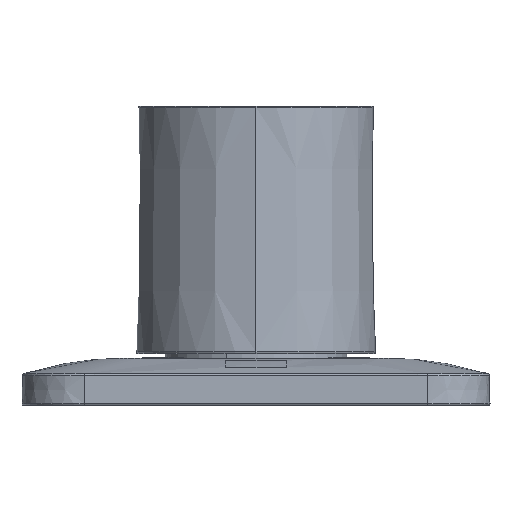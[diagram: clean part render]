
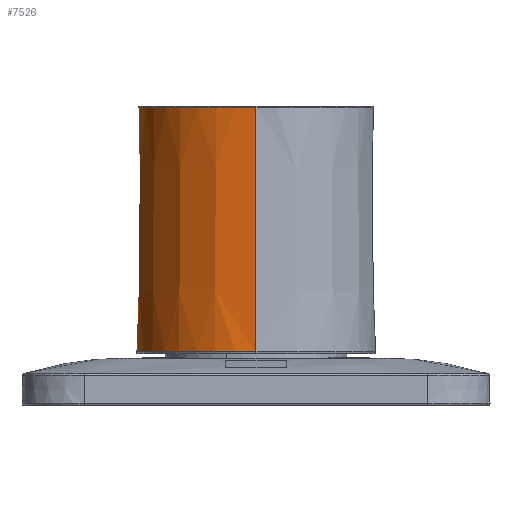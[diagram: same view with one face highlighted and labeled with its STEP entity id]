
A CAD part, front view. The second image highlights one B-rep face of the part: STEP entity #7526.
In plain terms, the highlighted conical face has half-angle 0.5 degrees and reference radius 22.995 mm.
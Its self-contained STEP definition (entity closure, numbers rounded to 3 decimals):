
#186 = EDGE_LOOP ( 'NONE', ( #5730, #613, #6553, #5572 ) ) ;
#207 = DIRECTION ( 'NONE',  ( 0., -1., 0. ) ) ;
#292 = CIRCLE ( 'NONE', #3223, 22.585 ) ;
#295 = DIRECTION ( 'NONE',  ( 0., 0., -1. ) ) ;
#351 = CARTESIAN_POINT ( 'NONE',  ( 0., 47.312, -22.585 ) ) ;
#575 = CONICAL_SURFACE ( 'NONE', #7391, 22.995, 0.009 ) ;
#613 = ORIENTED_EDGE ( 'NONE', *, *, #7035, .T. ) ;
#1325 = CIRCLE ( 'NONE', #7542, 22.995 ) ;
#1336 = VECTOR ( 'NONE', #5200, 1000. ) ;
#1358 = CARTESIAN_POINT ( 'NONE',  ( 0., 0.303, 22.995 ) ) ;
#1489 = VERTEX_POINT ( 'NONE', #4338 ) ;
#1511 = LINE ( 'NONE', #6111, #4646 ) ;
#2024 = DIRECTION ( 'NONE',  ( 0., -1., 0. ) ) ;
#2228 = CARTESIAN_POINT ( 'NONE',  ( 0., 0.303, -22.995 ) ) ;
#2575 = DIRECTION ( 'NONE',  ( 0., -1., 0.009 ) ) ;
#2662 = VERTEX_POINT ( 'NONE', #351 ) ;
#2893 = LINE ( 'NONE', #2228, #1336 ) ;
#3223 = AXIS2_PLACEMENT_3D ( 'NONE', #7358, #3850, #295 ) ;
#3249 = VERTEX_POINT ( 'NONE', #4702 ) ;
#3850 = DIRECTION ( 'NONE',  ( 0., -1., 0. ) ) ;
#4338 = CARTESIAN_POINT ( 'NONE',  ( 0., 0.303, -22.995 ) ) ;
#4646 = VECTOR ( 'NONE', #2575, 1000. ) ;
#4702 = CARTESIAN_POINT ( 'NONE',  ( 0., 47.312, 22.585 ) ) ;
#4720 = CARTESIAN_POINT ( 'NONE',  ( 0., 0.303, 0. ) ) ;
#4773 = VERTEX_POINT ( 'NONE', #1358 ) ;
#5200 = DIRECTION ( 'NONE',  ( 0., -1., -0.009 ) ) ;
#5455 = EDGE_CURVE ( 'NONE', #2662, #3249, #292, .T. ) ;
#5550 = CARTESIAN_POINT ( 'NONE',  ( 0., 0.303, 0. ) ) ;
#5572 = ORIENTED_EDGE ( 'NONE', *, *, #7323, .F. ) ;
#5730 = ORIENTED_EDGE ( 'NONE', *, *, #5455, .T. ) ;
#5745 = EDGE_CURVE ( 'NONE', #1489, #4773, #1325, .T. ) ;
#6111 = CARTESIAN_POINT ( 'NONE',  ( 0., 0.303, 22.995 ) ) ;
#6160 = DIRECTION ( 'NONE',  ( 0., 0., -1. ) ) ;
#6553 = ORIENTED_EDGE ( 'NONE', *, *, #5745, .F. ) ;
#7035 = EDGE_CURVE ( 'NONE', #3249, #4773, #1511, .T. ) ;
#7219 = FACE_OUTER_BOUND ( 'NONE', #186, .T. ) ;
#7271 = DIRECTION ( 'NONE',  ( 0., 0., -1. ) ) ;
#7323 = EDGE_CURVE ( 'NONE', #2662, #1489, #2893, .T. ) ;
#7358 = CARTESIAN_POINT ( 'NONE',  ( 0., 47.312, 0. ) ) ;
#7391 = AXIS2_PLACEMENT_3D ( 'NONE', #4720, #207, #7271 ) ;
#7526 = ADVANCED_FACE ( 'NONE', ( #7219 ), #575, .T. ) ;
#7542 = AXIS2_PLACEMENT_3D ( 'NONE', #5550, #2024, #6160 ) ;
